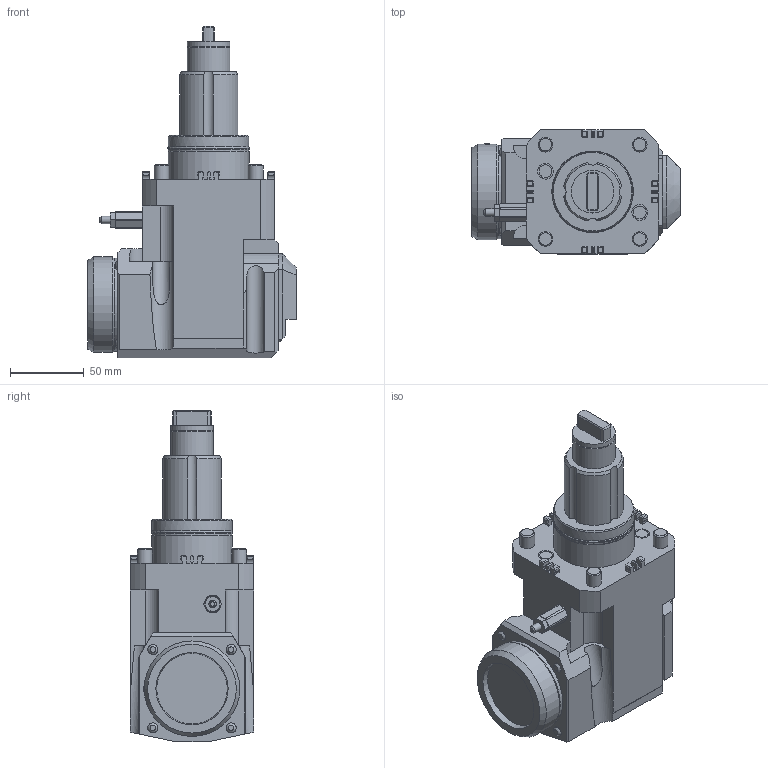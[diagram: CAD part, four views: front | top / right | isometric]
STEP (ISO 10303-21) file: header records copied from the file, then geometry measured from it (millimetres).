
FILE_DESCRIPTION(/* description */ (''),/* implementation_level */ '2;1');
FILE_NAME(/* name */ 'EWS_230226_DIN4003.stp',/* time_stamp */ '2024-03-07T13:15:55+01:00',/* author */ ('EWS'),/* organization */ (''),/* preprocessor_version */ 'ST-DEVELOPER v19.2',/* originating_system */ 'Autodesk Inventor 2023',/* authorisation */ '');
FILE_SCHEMA (('AUTOMOTIVE_DESIGN { 1 0 10303 214 3 1 1 }'));
Length unit declared in the file: millimetre
Products named in the file (1): EWS_230226_DIN4003
Bounding box: 141.5 x 84 x 225 mm (x, y, z)
Volume: 1116548.5 mm3; surface area: 83366.8 mm2
Topology: 1 solids, 1 shells, 330 faces, 860 edges, 555 vertices
Faces by surface type: plane 219, cylinder 72, cone 31, bspline 4, torus 4
Full cylindrical faces by diameter (mm): 5 x1, 10 x4, 29 x2, 54.5 x2, 54.9 x1, 55.391 x1, 63.299 x1, 64.8 x1
Entity records: 10257 total; most frequent: CARTESIAN_POINT 2079, ORIENTED_EDGE 1720, DIRECTION 1694, EDGE_CURVE 860, AXIS2_PLACEMENT_3D 566, LINE 562, VECTOR 562, VERTEX_POINT 555
